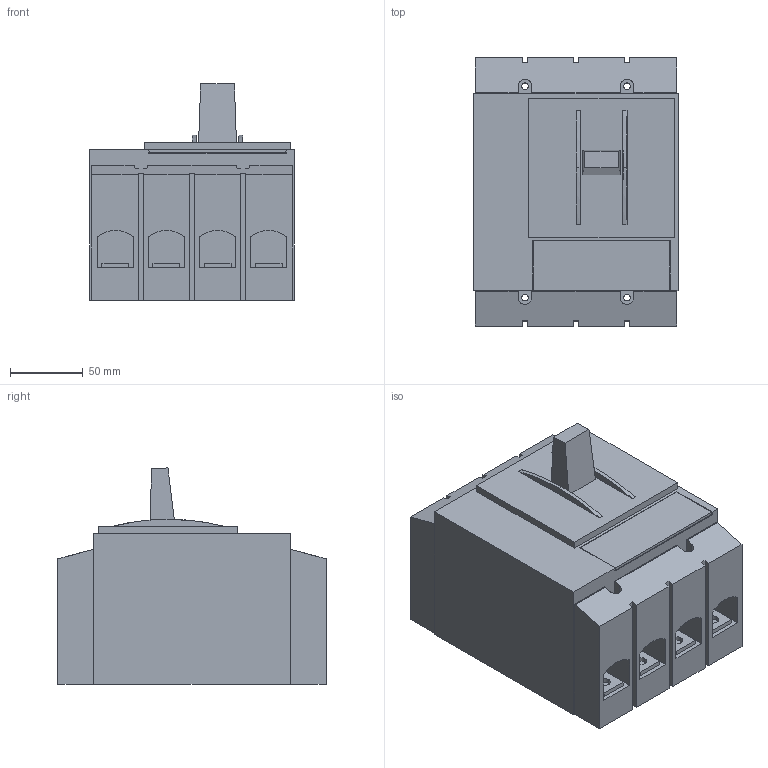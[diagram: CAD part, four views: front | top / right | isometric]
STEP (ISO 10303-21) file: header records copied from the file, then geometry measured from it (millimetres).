
FILE_DESCRIPTION (( 'STEP AP214' ), '1' );
FILE_NAME ('nzm2_4p.STEP', '2011-03-04T14:02:43', ( 'mvlk' ), ( '' ), 'SwSTEP 2.0', 'SolidWorks 2010', '' );
FILE_SCHEMA (( 'AUTOMOTIVE_DESIGN' ));
Length unit declared in the file: millimetre
Products named in the file (4): 294139_p1; 294139_p3; 294139_p2; nzm2_4p
Assembly tree (4 placements, depth 2):
  nzm2_4p
    294139_p2
    294139_p3  x2
    294139_p1
Bounding box: 140 x 184 x 148.23 mm (x, y, z)
Volume: 2485148.7 mm3; surface area: 198113.6 mm2
Topology: 4 solids, 4 shells, 190 faces, 511 edges, 340 vertices
Faces by surface type: plane 150, cylinder 40
Entity records: 4516 total; most frequent: CARTESIAN_POINT 794, ORIENTED_EDGE 740, DIRECTION 706, EDGE_CURVE 370, LINE 310, VECTOR 310, VERTEX_POINT 246, AXIS2_PLACEMENT_3D 198
